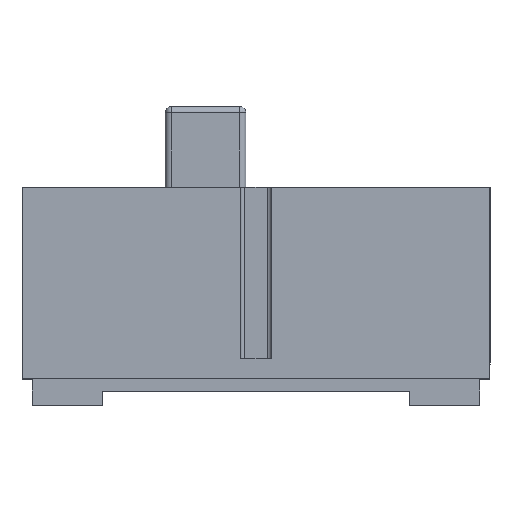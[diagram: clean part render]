
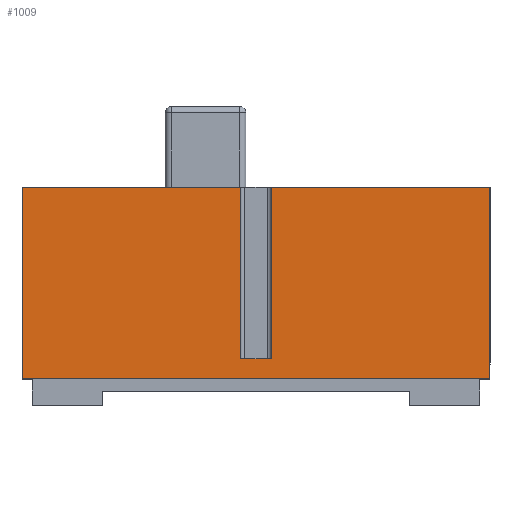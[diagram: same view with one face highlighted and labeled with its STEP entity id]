
A CAD part, top view. The second image highlights one B-rep face of the part: STEP entity #1009.
In plain terms, the highlighted planar face has unit normal (0, 0, 1).
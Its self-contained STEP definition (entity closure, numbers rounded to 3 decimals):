
#6 = CARTESIAN_POINT ( 'NONE',  ( 0., 0., 2. ) ) ;
#12 = ORIENTED_EDGE ( 'NONE', *, *, #2140, .F. ) ;
#14 = DIRECTION ( 'NONE',  ( -1., 0., 0. ) ) ;
#56 = LINE ( 'NONE', #2796, #776 ) ;
#143 = VECTOR ( 'NONE', #235, 1000. ) ;
#146 = CARTESIAN_POINT ( 'NONE',  ( 5.8, 2.375, 2. ) ) ;
#213 = ORIENTED_EDGE ( 'NONE', *, *, #502, .T. ) ;
#235 = DIRECTION ( 'NONE',  ( 0., -1., 0. ) ) ;
#251 = ORIENTED_EDGE ( 'NONE', *, *, #879, .T. ) ;
#257 = VERTEX_POINT ( 'NONE', #2532 ) ;
#259 = CARTESIAN_POINT ( 'NONE',  ( 0.375, 2.375, 2. ) ) ;
#279 = ORIENTED_EDGE ( 'NONE', *, *, #2236, .T. ) ;
#327 = EDGE_LOOP ( 'NONE', ( #3370, #251, #420, #2644, #812, #213, #12, #279 ) ) ;
#398 = LINE ( 'NONE', #2845, #2405 ) ;
#420 = ORIENTED_EDGE ( 'NONE', *, *, #1051, .T. ) ;
#428 = CARTESIAN_POINT ( 'NONE',  ( 5.8, 2.375, 2. ) ) ;
#502 = EDGE_CURVE ( 'NONE', #804, #1159, #398, .T. ) ;
#557 = CARTESIAN_POINT ( 'NONE',  ( -5.8, 2.375, 2. ) ) ;
#559 = AXIS2_PLACEMENT_3D ( 'NONE', #6, #1318, #806 ) ;
#596 = VERTEX_POINT ( 'NONE', #3384 ) ;
#691 = VECTOR ( 'NONE', #1469, 1000. ) ;
#766 = LINE ( 'NONE', #1338, #845 ) ;
#776 = VECTOR ( 'NONE', #2248, 1000. ) ;
#790 = LINE ( 'NONE', #1817, #2285 ) ;
#804 = VERTEX_POINT ( 'NONE', #428 ) ;
#806 = DIRECTION ( 'NONE',  ( 1., 0., 0. ) ) ;
#812 = ORIENTED_EDGE ( 'NONE', *, *, #2941, .T. ) ;
#818 = EDGE_CURVE ( 'NONE', #3385, #257, #56, .T. ) ;
#845 = VECTOR ( 'NONE', #14, 1000. ) ;
#879 = EDGE_CURVE ( 'NONE', #596, #2092, #2775, .T. ) ;
#1009 = ADVANCED_FACE ( 'NONE', ( #3199 ), #2806, .T. ) ;
#1021 = EDGE_CURVE ( 'NONE', #2772, #596, #790, .T. ) ;
#1051 = EDGE_CURVE ( 'NONE', #2092, #3385, #1488, .T. ) ;
#1091 = LINE ( 'NONE', #146, #3236 ) ;
#1159 = VERTEX_POINT ( 'NONE', #259 ) ;
#1224 = DIRECTION ( 'NONE',  ( 0., 1., 0. ) ) ;
#1281 = DIRECTION ( 'NONE',  ( -1., 0., 0. ) ) ;
#1318 = DIRECTION ( 'NONE',  ( 0., 0., 1. ) ) ;
#1338 = CARTESIAN_POINT ( 'NONE',  ( 0.375, -1.875, 2. ) ) ;
#1460 = VECTOR ( 'NONE', #1888, 1000. ) ;
#1469 = DIRECTION ( 'NONE',  ( -1., 0., 0. ) ) ;
#1488 = LINE ( 'NONE', #2598, #143 ) ;
#1817 = CARTESIAN_POINT ( 'NONE',  ( -0.375, -5.911, 2. ) ) ;
#1888 = DIRECTION ( 'NONE',  ( 0., 1., 0. ) ) ;
#2022 = CARTESIAN_POINT ( 'NONE',  ( -0.375, -1.875, 2. ) ) ;
#2092 = VERTEX_POINT ( 'NONE', #557 ) ;
#2093 = DIRECTION ( 'NONE',  ( 0., 1., 0. ) ) ;
#2140 = EDGE_CURVE ( 'NONE', #2645, #1159, #2935, .T. ) ;
#2236 = EDGE_CURVE ( 'NONE', #2645, #2772, #766, .T. ) ;
#2248 = DIRECTION ( 'NONE',  ( 1., 0., 0. ) ) ;
#2285 = VECTOR ( 'NONE', #2093, 1000. ) ;
#2401 = CARTESIAN_POINT ( 'NONE',  ( 0.375, -5.911, 2. ) ) ;
#2405 = VECTOR ( 'NONE', #1281, 1000. ) ;
#2458 = CARTESIAN_POINT ( 'NONE',  ( -5.8, -2.375, 2. ) ) ;
#2500 = CARTESIAN_POINT ( 'NONE',  ( 0.375, -1.875, 2. ) ) ;
#2532 = CARTESIAN_POINT ( 'NONE',  ( 5.8, -2.375, 2. ) ) ;
#2598 = CARTESIAN_POINT ( 'NONE',  ( -5.8, 2.375, 2. ) ) ;
#2644 = ORIENTED_EDGE ( 'NONE', *, *, #818, .T. ) ;
#2645 = VERTEX_POINT ( 'NONE', #2500 ) ;
#2772 = VERTEX_POINT ( 'NONE', #2022 ) ;
#2775 = LINE ( 'NONE', #3275, #691 ) ;
#2796 = CARTESIAN_POINT ( 'NONE',  ( -5.8, -2.375, 2. ) ) ;
#2806 = PLANE ( 'NONE',  #559 ) ;
#2845 = CARTESIAN_POINT ( 'NONE',  ( -5.8, 2.375, 2. ) ) ;
#2935 = LINE ( 'NONE', #2401, #1460 ) ;
#2941 = EDGE_CURVE ( 'NONE', #257, #804, #1091, .T. ) ;
#3199 = FACE_OUTER_BOUND ( 'NONE', #327, .T. ) ;
#3236 = VECTOR ( 'NONE', #1224, 1000. ) ;
#3275 = CARTESIAN_POINT ( 'NONE',  ( -5.8, 2.375, 2. ) ) ;
#3370 = ORIENTED_EDGE ( 'NONE', *, *, #1021, .T. ) ;
#3384 = CARTESIAN_POINT ( 'NONE',  ( -0.375, 2.375, 2. ) ) ;
#3385 = VERTEX_POINT ( 'NONE', #2458 ) ;
